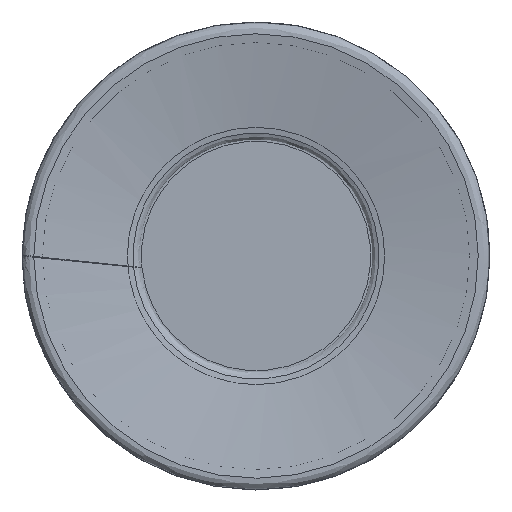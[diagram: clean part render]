
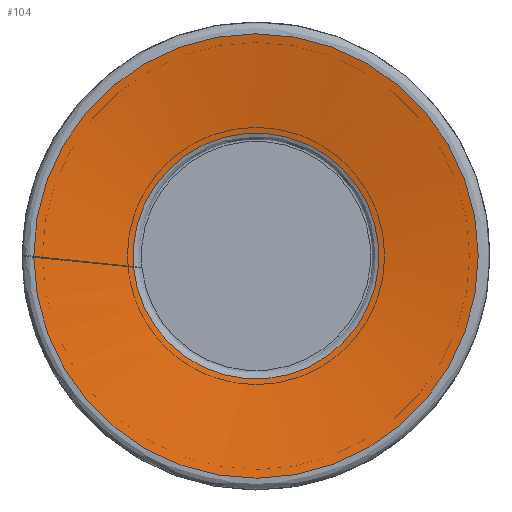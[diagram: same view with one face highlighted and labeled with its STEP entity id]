
A CAD part, left-side view. The second image highlights one B-rep face of the part: STEP entity #104.
In plain terms, the highlighted free-form (B-spline) face has degree [1, 3] with [2, 7] control points.
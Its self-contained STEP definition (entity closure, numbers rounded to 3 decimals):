
#104=ADVANCED_FACE('',(#176),#148,.T.);
#148=(
BOUNDED_SURFACE()
B_SPLINE_SURFACE(1,3,((#1073,#1074,#1075,#1076,#1077,#1078,#1079),(#1080,
#1081,#1082,#1083,#1084,#1085,#1086)),.UNSPECIFIED.,.F.,.F.,.F.)
B_SPLINE_SURFACE_WITH_KNOTS((2,2),(4,3,4),(0.,1.),(0.,0.5,1.),
 .UNSPECIFIED.)
GEOMETRIC_REPRESENTATION_ITEM()
RATIONAL_B_SPLINE_SURFACE(((1.,0.334,0.334,1.,0.334,
0.334,1.),(1.,0.334,0.334,1.,0.334,
0.334,1.)))
REPRESENTATION_ITEM('')
SURFACE()
);
#176=FACE_OUTER_BOUND('',#206,.T.);
#206=EDGE_LOOP('',(#372,#373,#374,#375));
#268=CIRCLE('',#648,9.722);
#270=CIRCLE('',#650,17.569);
#314=LINE('',#1071,#326);
#315=LINE('',#1072,#327);
#326=VECTOR('',#742,1.);
#327=VECTOR('',#743,1.);
#372=ORIENTED_EDGE('',*,*,#568,.T.);
#373=ORIENTED_EDGE('',*,*,#569,.T.);
#374=ORIENTED_EDGE('',*,*,#563,.F.);
#375=ORIENTED_EDGE('',*,*,#570,.T.);
#500=VERTEX_POINT('',#907);
#501=VERTEX_POINT('',#909);
#506=VERTEX_POINT('',#949);
#507=VERTEX_POINT('',#950);
#563=EDGE_CURVE('',#501,#500,#268,.T.);
#568=EDGE_CURVE('',#507,#506,#270,.T.);
#569=EDGE_CURVE('',#506,#500,#314,.T.);
#570=EDGE_CURVE('',#501,#507,#315,.T.);
#648=AXIS2_PLACEMENT_3D('',#969,#736,#737);
#650=AXIS2_PLACEMENT_3D('',#1042,#740,#741);
#736=DIRECTION('',(-1.,0.,0.));
#737=DIRECTION('',(0.,0.996,-0.09));
#740=DIRECTION('',(-1.,0.,0.));
#741=DIRECTION('',(0.,1.,-0.006));
#742=DIRECTION('',(0.174,-0.98,-0.101));
#743=DIRECTION('',(-0.174,0.98,0.097));
#907=CARTESIAN_POINT('',(1.409,9.686,-0.84));
#909=CARTESIAN_POINT('',(1.409,9.682,-0.878));
#949=CARTESIAN_POINT('',(0.012,17.569,-0.029));
#950=CARTESIAN_POINT('',(0.012,17.569,-0.098));
#969=CARTESIAN_POINT('',(1.409,0.,0.));
#1042=CARTESIAN_POINT('',(0.012,0.,0.));
#1071=CARTESIAN_POINT('',(1.409,9.686,-0.84));
#1072=CARTESIAN_POINT('',(1.409,9.682,-0.878));
#1073=CARTESIAN_POINT('',(1.409,9.682,-0.878));
#1074=CARTESIAN_POINT('',(1.409,7.931,-20.205));
#1075=CARTESIAN_POINT('',(1.409,-11.398,-18.472));
#1076=CARTESIAN_POINT('',(1.409,-9.684,0.859));
#1077=CARTESIAN_POINT('',(1.409,-7.97,20.189));
#1078=CARTESIAN_POINT('',(1.409,11.362,18.494));
#1079=CARTESIAN_POINT('',(1.409,9.686,-0.84));
#1080=CARTESIAN_POINT('',(0.012,17.569,-0.098));
#1081=CARTESIAN_POINT('',(0.012,17.374,-35.168));
#1082=CARTESIAN_POINT('',(0.012,-17.696,-35.007));
#1083=CARTESIAN_POINT('',(0.012,-17.569,0.064));
#1084=CARTESIAN_POINT('',(0.012,-17.442,35.134));
#1085=CARTESIAN_POINT('',(0.012,17.628,35.041));
#1086=CARTESIAN_POINT('',(0.012,17.569,-0.029));
